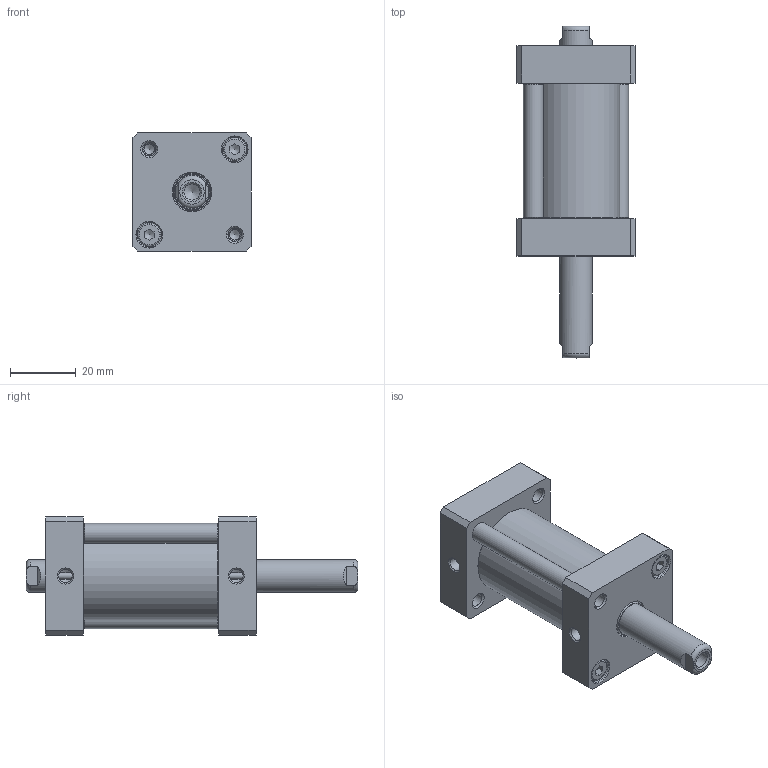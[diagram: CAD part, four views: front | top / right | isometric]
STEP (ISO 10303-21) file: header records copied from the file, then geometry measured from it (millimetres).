
FILE_DESCRIPTION((''),'2;1');
FILE_NAME('XDMP025.025.GS.F.stp','2014-03-24T09:12:01',('carlo.corazza'),(''),'Autodesk Inventor 2012','Autodesk Inventor 2012','');
FILE_SCHEMA(('AUTOMOTIVE_DESIGN { 1 0 10303 214 1 1 1 1 }'));
Length unit declared in the file: millimetre
Products named in the file (6): XDMP025..GS.F; CORPO-025; STELO-025; TA; TIRANTI-025
Assembly tree (7 placements, depth 2):
  XDMP025..GS.F
    CORPO-025
    STELO-025  x2
    TA
    TA
    TIRANTI-025  x2
Bounding box: 36 x 101 x 36 mm (x, y, z)
Volume: 36380.3 mm3; surface area: 24234.1 mm2
Topology: 7 solids, 11 shells, 216 faces, 472 edges, 286 vertices
Faces by surface type: plane 82, cone 74, cylinder 46, torus 14
Full cylindrical faces by diameter (mm): 2 x2, 3.242 x4, 4.134 x8, 4.9 x4, 4.917 x2, 6 x2, 7 x4, 7.5 x4, 8 x2, 10 x2, 10.48 x2, 11.4 x2, 12 x2, 13.84 x2, 14 x2, 25 x1, 26.6 x1
Entity records: 4852 total; most frequent: CARTESIAN_POINT 913, DIRECTION 782, ORIENTED_EDGE 546, AXIS2_PLACEMENT_3D 340, EDGE_LOOP 332, EDGE_CURVE 273, VERTEX_POINT 225, STYLED_ITEM 191
